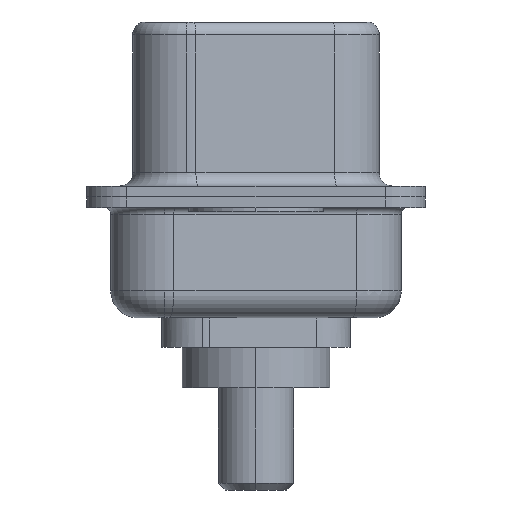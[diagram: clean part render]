
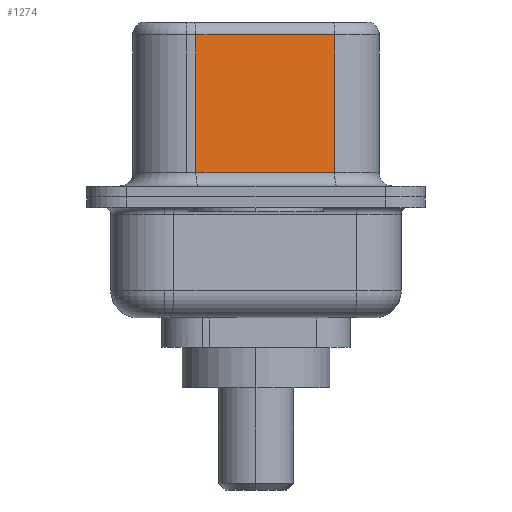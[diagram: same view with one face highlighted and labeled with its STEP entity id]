
A CAD part, left-side view. The second image highlights one B-rep face of the part: STEP entity #1274.
In plain terms, the highlighted planar face has unit normal (-0.985, -0.174, 0).
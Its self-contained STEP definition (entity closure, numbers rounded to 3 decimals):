
#54 = LINE ( 'NONE', #10618, #2247 ) ;
#311 = DIRECTION ( 'NONE',  ( -0.174, 0.985, 0. ) ) ;
#1034 = LINE ( 'NONE', #8992, #9773 ) ;
#1274 = ADVANCED_FACE ( 'NONE', ( #4685 ), #8184, .F. ) ;
#1508 = ORIENTED_EDGE ( 'NONE', *, *, #6179, .T. ) ;
#1623 = DIRECTION ( 'NONE',  ( 0., 0., -1. ) ) ;
#1635 = AXIS2_PLACEMENT_3D ( 'NONE', #9287, #3159, #5835 ) ;
#1982 = LINE ( 'NONE', #10854, #6335 ) ;
#2247 = VECTOR ( 'NONE', #10906, 1000. ) ;
#2716 = CARTESIAN_POINT ( 'NONE',  ( 3.655, 2.233, 0.9 ) ) ;
#3159 = DIRECTION ( 'NONE',  ( 0.985, 0.174, 0. ) ) ;
#3793 = EDGE_CURVE ( 'NONE', #5941, #3976, #1034, .T. ) ;
#3890 = ORIENTED_EDGE ( 'NONE', *, *, #8678, .T. ) ;
#3976 = VERTEX_POINT ( 'NONE', #5156 ) ;
#4431 = ORIENTED_EDGE ( 'NONE', *, *, #3793, .F. ) ;
#4676 = ORIENTED_EDGE ( 'NONE', *, *, #5428, .T. ) ;
#4685 = FACE_OUTER_BOUND ( 'NONE', #8258, .T. ) ;
#5156 = CARTESIAN_POINT ( 'NONE',  ( 4.565, -2.927, 0.9 ) ) ;
#5428 = EDGE_CURVE ( 'NONE', #7155, #6102, #10943, .T. ) ;
#5835 = DIRECTION ( 'NONE',  ( -0.174, 0.985, 0. ) ) ;
#5941 = VERTEX_POINT ( 'NONE', #6456 ) ;
#6102 = VERTEX_POINT ( 'NONE', #2716 ) ;
#6179 = EDGE_CURVE ( 'NONE', #6102, #3976, #54, .T. ) ;
#6335 = VECTOR ( 'NONE', #311, 1000. ) ;
#6456 = CARTESIAN_POINT ( 'NONE',  ( 4.565, -2.927, 6.02 ) ) ;
#7155 = VERTEX_POINT ( 'NONE', #10886 ) ;
#8184 = PLANE ( 'NONE',  #1635 ) ;
#8258 = EDGE_LOOP ( 'NONE', ( #4431, #3890, #4676, #1508 ) ) ;
#8678 = EDGE_CURVE ( 'NONE', #5941, #7155, #1982, .T. ) ;
#8685 = VECTOR ( 'NONE', #10401, 1000. ) ;
#8992 = CARTESIAN_POINT ( 'NONE',  ( 4.565, -2.927, 6.52 ) ) ;
#9287 = CARTESIAN_POINT ( 'NONE',  ( 4.565, -2.927, 6.52 ) ) ;
#9773 = VECTOR ( 'NONE', #1623, 1000. ) ;
#10401 = DIRECTION ( 'NONE',  ( 0., 0., -1. ) ) ;
#10585 = CARTESIAN_POINT ( 'NONE',  ( 3.655, 2.233, 6.52 ) ) ;
#10618 = CARTESIAN_POINT ( 'NONE',  ( 4.565, -2.927, 0.9 ) ) ;
#10854 = CARTESIAN_POINT ( 'NONE',  ( 4.565, -2.927, 6.02 ) ) ;
#10886 = CARTESIAN_POINT ( 'NONE',  ( 3.655, 2.233, 6.02 ) ) ;
#10906 = DIRECTION ( 'NONE',  ( 0.174, -0.985, 0. ) ) ;
#10943 = LINE ( 'NONE', #10585, #8685 ) ;
